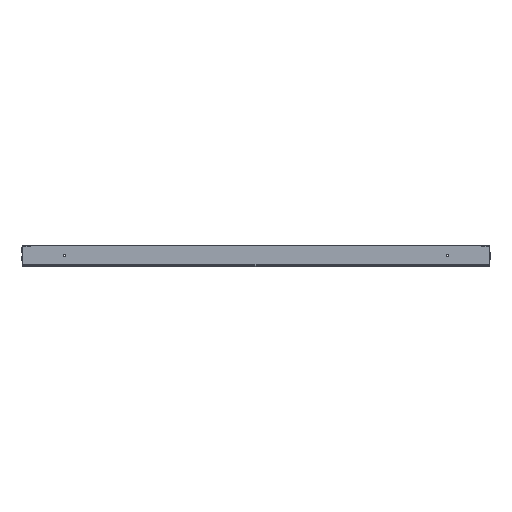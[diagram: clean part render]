
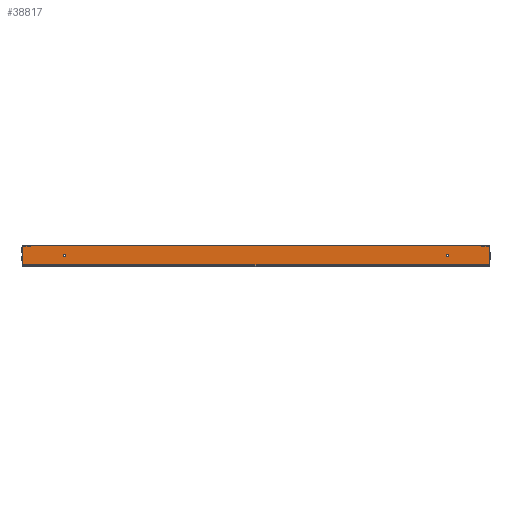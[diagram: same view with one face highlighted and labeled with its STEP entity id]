
A CAD part, front view. The second image highlights one B-rep face of the part: STEP entity #38817.
In plain terms, the highlighted planar face has unit normal (0, -1, 0).
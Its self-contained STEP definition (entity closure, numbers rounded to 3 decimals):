
#421 = DIRECTION ( 'NONE',  ( 0., 0., 1. ) ) ;
#1341 = VERTEX_POINT ( 'NONE', #23541 ) ;
#1494 = VERTEX_POINT ( 'NONE', #43110 ) ;
#2302 = DIRECTION ( 'NONE',  ( -1., 0., 0. ) ) ;
#2672 = ORIENTED_EDGE ( 'NONE', *, *, #45985, .T. ) ;
#3284 = EDGE_LOOP ( 'NONE', ( #47986, #18693, #42149, #14543, #51757, #39297 ) ) ;
#3531 = EDGE_CURVE ( 'NONE', #1341, #42823, #30479, .T. ) ;
#3957 = DIRECTION ( 'NONE',  ( 0., 0., 1. ) ) ;
#4296 = DIRECTION ( 'NONE',  ( 0., 1., 0. ) ) ;
#4378 = EDGE_LOOP ( 'NONE', ( #2672, #14296 ) ) ;
#4671 = CARTESIAN_POINT ( 'NONE',  ( 450., -900., 24. ) ) ;
#6158 = CIRCLE ( 'NONE', #19889, 3. ) ;
#6292 = CARTESIAN_POINT ( 'NONE',  ( 0., -900., 48. ) ) ;
#7205 = DIRECTION ( 'NONE',  ( 0., -1., 0. ) ) ;
#9096 = CARTESIAN_POINT ( 'NONE',  ( 0., -900., 0. ) ) ;
#9220 = DIRECTION ( 'NONE',  ( 0., 1., 0. ) ) ;
#9233 = AXIS2_PLACEMENT_3D ( 'NONE', #39791, #7205, #28488 ) ;
#9346 = AXIS2_PLACEMENT_3D ( 'NONE', #4671, #25389, #421 ) ;
#10268 = CARTESIAN_POINT ( 'NONE',  ( 450., -900., 24. ) ) ;
#10587 = VECTOR ( 'NONE', #14308, 1000. ) ;
#11439 = ORIENTED_EDGE ( 'NONE', *, *, #25532, .T. ) ;
#11963 = EDGE_CURVE ( 'NONE', #1341, #33988, #19720, .T. ) ;
#13153 = FACE_BOUND ( 'NONE', #4378, .T. ) ;
#13896 = VECTOR ( 'NONE', #14825, 1000. ) ;
#14296 = ORIENTED_EDGE ( 'NONE', *, *, #26678, .T. ) ;
#14308 = DIRECTION ( 'NONE',  ( 0., 0., 1. ) ) ;
#14543 = ORIENTED_EDGE ( 'NONE', *, *, #11963, .F. ) ;
#14825 = DIRECTION ( 'NONE',  ( 0., 0., 1. ) ) ;
#15437 = CARTESIAN_POINT ( 'NONE',  ( -550., -900., 2. ) ) ;
#18693 = ORIENTED_EDGE ( 'NONE', *, *, #22114, .T. ) ;
#18929 = LINE ( 'NONE', #6292, #46842 ) ;
#19319 = DIRECTION ( 'NONE',  ( 0., 0., 1. ) ) ;
#19720 = LINE ( 'NONE', #15437, #34369 ) ;
#19876 = EDGE_CURVE ( 'NONE', #42823, #1494, #36752, .T. ) ;
#19889 = AXIS2_PLACEMENT_3D ( 'NONE', #47599, #23369, #19319 ) ;
#20202 = VERTEX_POINT ( 'NONE', #35958 ) ;
#21074 = VERTEX_POINT ( 'NONE', #47587 ) ;
#22114 = EDGE_CURVE ( 'NONE', #35069, #20202, #48786, .T. ) ;
#23369 = DIRECTION ( 'NONE',  ( 0., 1., 0. ) ) ;
#23541 = CARTESIAN_POINT ( 'NONE',  ( 547.929, -900., 2. ) ) ;
#23699 = LINE ( 'NONE', #43087, #13896 ) ;
#23810 = CARTESIAN_POINT ( 'NONE',  ( -547.929, -900., 2. ) ) ;
#25389 = DIRECTION ( 'NONE',  ( 0., 1., 0. ) ) ;
#25532 = EDGE_CURVE ( 'NONE', #21074, #28062, #49693, .T. ) ;
#25537 = DIRECTION ( 'NONE',  ( 0., 0., 1. ) ) ;
#25656 = CARTESIAN_POINT ( 'NONE',  ( 547.929, -900., 47. ) ) ;
#25679 = CARTESIAN_POINT ( 'NONE',  ( -546.929, -900., 48. ) ) ;
#25821 = VERTEX_POINT ( 'NONE', #38264 ) ;
#26678 = EDGE_CURVE ( 'NONE', #44418, #25821, #37745, .T. ) ;
#27105 = CARTESIAN_POINT ( 'NONE',  ( 450., -900., 21. ) ) ;
#27774 = AXIS2_PLACEMENT_3D ( 'NONE', #10268, #52244, #44185 ) ;
#28025 = ORIENTED_EDGE ( 'NONE', *, *, #40740, .T. ) ;
#28062 = VERTEX_POINT ( 'NONE', #43346 ) ;
#28362 = DIRECTION ( 'NONE',  ( -1., 0., 0. ) ) ;
#28488 = DIRECTION ( 'NONE',  ( 0., 0., 1. ) ) ;
#29727 = CARTESIAN_POINT ( 'NONE',  ( -450., -900., 24. ) ) ;
#30254 = DIRECTION ( 'NONE',  ( 0., 0., 1. ) ) ;
#30479 = LINE ( 'NONE', #39872, #10587 ) ;
#32751 = CARTESIAN_POINT ( 'NONE',  ( 546.929, -900., 47. ) ) ;
#33633 = FACE_BOUND ( 'NONE', #37035, .T. ) ;
#33988 = VERTEX_POINT ( 'NONE', #23810 ) ;
#34369 = VECTOR ( 'NONE', #28362, 1000. ) ;
#35069 = VERTEX_POINT ( 'NONE', #25679 ) ;
#35958 = CARTESIAN_POINT ( 'NONE',  ( -547.929, -900., 47. ) ) ;
#36752 = CIRCLE ( 'NONE', #50454, 1. ) ;
#37035 = EDGE_LOOP ( 'NONE', ( #28025, #11439 ) ) ;
#37315 = DIRECTION ( 'NONE',  ( 0., -1., 0. ) ) ;
#37406 = FACE_OUTER_BOUND ( 'NONE', #3284, .T. ) ;
#37745 = CIRCLE ( 'NONE', #9346, 3. ) ;
#38264 = CARTESIAN_POINT ( 'NONE',  ( 450., -900., 27. ) ) ;
#38817 = ADVANCED_FACE ( 'NONE', ( #33633, #13153, #37406 ), #46243, .F. ) ;
#39297 = ORIENTED_EDGE ( 'NONE', *, *, #19876, .T. ) ;
#39791 = CARTESIAN_POINT ( 'NONE',  ( -546.929, -900., 47. ) ) ;
#39872 = CARTESIAN_POINT ( 'NONE',  ( 547.929, -900., 0. ) ) ;
#40347 = EDGE_CURVE ( 'NONE', #33988, #20202, #23699, .T. ) ;
#40740 = EDGE_CURVE ( 'NONE', #28062, #21074, #6158, .T. ) ;
#41990 = AXIS2_PLACEMENT_3D ( 'NONE', #29727, #9220, #30254 ) ;
#42149 = ORIENTED_EDGE ( 'NONE', *, *, #40347, .F. ) ;
#42823 = VERTEX_POINT ( 'NONE', #25656 ) ;
#43087 = CARTESIAN_POINT ( 'NONE',  ( -547.929, -900., 0. ) ) ;
#43110 = CARTESIAN_POINT ( 'NONE',  ( 546.929, -900., 48. ) ) ;
#43346 = CARTESIAN_POINT ( 'NONE',  ( -450., -900., 27. ) ) ;
#44185 = DIRECTION ( 'NONE',  ( 0., 0., 1. ) ) ;
#44418 = VERTEX_POINT ( 'NONE', #27105 ) ;
#45985 = EDGE_CURVE ( 'NONE', #25821, #44418, #50936, .T. ) ;
#46243 = PLANE ( 'NONE',  #51639 ) ;
#46842 = VECTOR ( 'NONE', #2302, 1000. ) ;
#47587 = CARTESIAN_POINT ( 'NONE',  ( -450., -900., 21. ) ) ;
#47599 = CARTESIAN_POINT ( 'NONE',  ( -450., -900., 24. ) ) ;
#47986 = ORIENTED_EDGE ( 'NONE', *, *, #50760, .T. ) ;
#48786 = CIRCLE ( 'NONE', #9233, 1. ) ;
#49693 = CIRCLE ( 'NONE', #41990, 3. ) ;
#50454 = AXIS2_PLACEMENT_3D ( 'NONE', #32751, #37315, #3957 ) ;
#50760 = EDGE_CURVE ( 'NONE', #1494, #35069, #18929, .T. ) ;
#50936 = CIRCLE ( 'NONE', #27774, 3. ) ;
#51639 = AXIS2_PLACEMENT_3D ( 'NONE', #9096, #4296, #25537 ) ;
#51757 = ORIENTED_EDGE ( 'NONE', *, *, #3531, .T. ) ;
#52244 = DIRECTION ( 'NONE',  ( 0., 1., 0. ) ) ;
